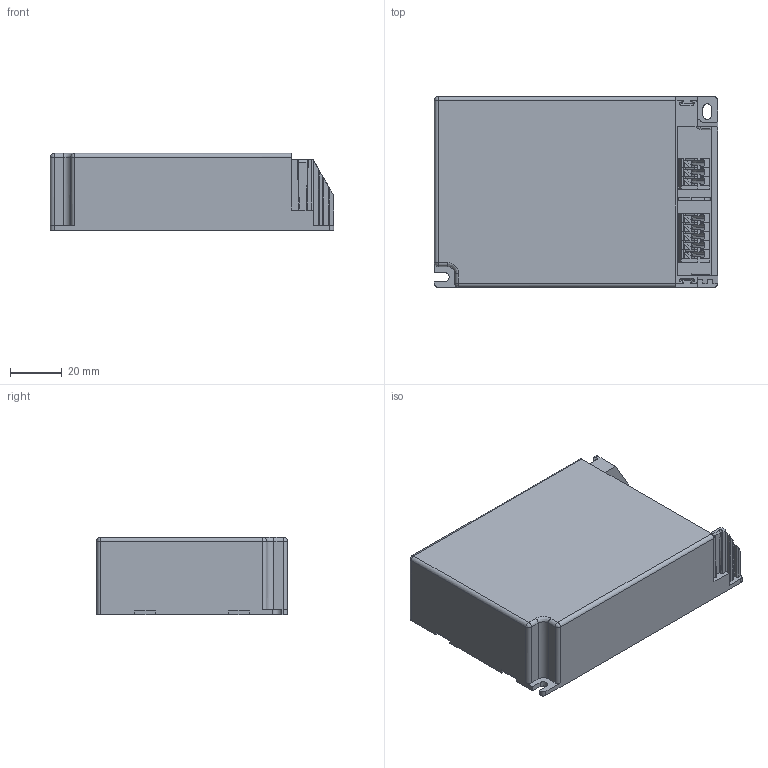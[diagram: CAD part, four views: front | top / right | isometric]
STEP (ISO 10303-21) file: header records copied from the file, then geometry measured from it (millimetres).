
FILE_DESCRIPTION(/* description */ (''),/* implementation_level */ '2;1');
FILE_NAME(/* name */ 'FLS-26~2',/* time_stamp */ '2023-07-05T17:46:53+08:00',/* author */ (''),/* organization */ (''),/* preprocessor_version */ 'ST-DEVELOPER v16.5',/* originating_system */ '',/* authorisation */ '');
FILE_SCHEMA (('AUTOMOTIVE_DESIGN'));
Length unit declared in the file: millimetre
Products named in the file (1): Document
Bounding box: 110 x 74 x 30 mm (x, y, z)
Volume: 37834.8 mm3; surface area: 53818.5 mm2
Topology: 3 solids, 3 shells, 562 faces, 1473 edges, 939 vertices
Faces by surface type: plane 452, bspline 110
Entity records: 17398 total; most frequent: CARTESIAN_POINT 7613, ORIENTED_EDGE 2946, EDGE_CURVE 1473, B_SPLINE_CURVE_WITH_KNOTS 1302, VERTEX_POINT 939, EDGE_LOOP 586, ADVANCED_FACE 562, FACE_OUTER_BOUND 562
